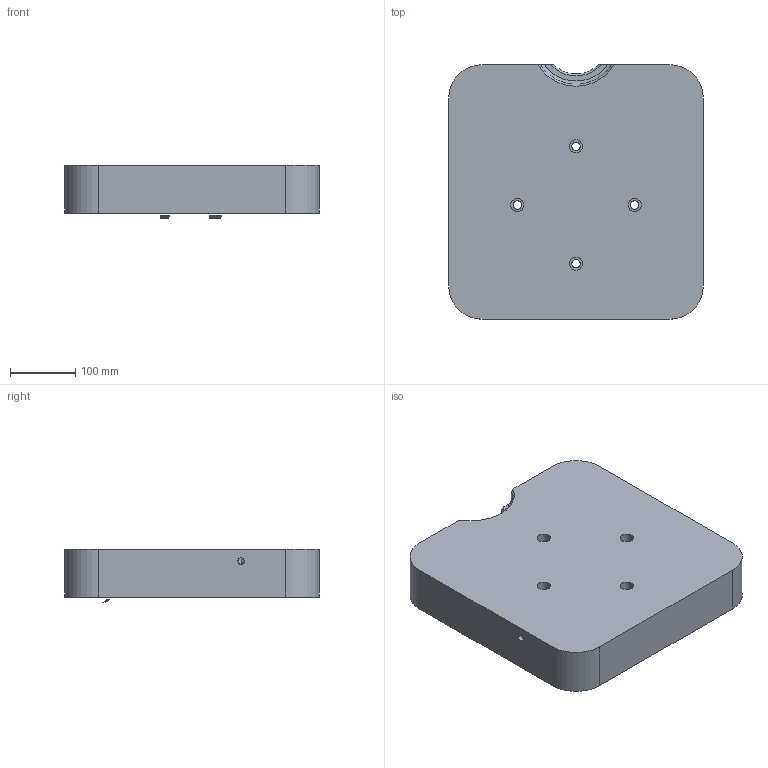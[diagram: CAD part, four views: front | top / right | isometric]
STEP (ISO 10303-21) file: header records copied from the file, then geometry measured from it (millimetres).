
FILE_DESCRIPTION((''),'2;1');
FILE_NAME('MOLD_VOL_2_','2019-03-17T',('Administrator'),(''),'CREO PARAMETRIC BY PTC INC, 2014190','CREO PARAMETRIC BY PTC INC, 2014190','');
FILE_SCHEMA(('CONFIG_CONTROL_DESIGN'));
Length unit declared in the file: millimetre
Products named in the file (1): MOLD_VOL_2_
Bounding box: 389.99 x 390 x 81.49 mm (x, y, z)
Volume: 8988325.2 mm3; surface area: 455646 mm2
Topology: 1 solids, 3 shells, 188 faces, 470 edges, 294 vertices
Faces by surface type: cylinder 54, bspline 47, plane 38, cone 28, torus 21
Entity records: 7393 total; most frequent: CARTESIAN_POINT 3149, ORIENTED_EDGE 932, DIRECTION 811, EDGE_CURVE 470, AXIS2_PLACEMENT_3D 343, VERTEX_POINT 294, EDGE_LOOP 208, CIRCLE 201
